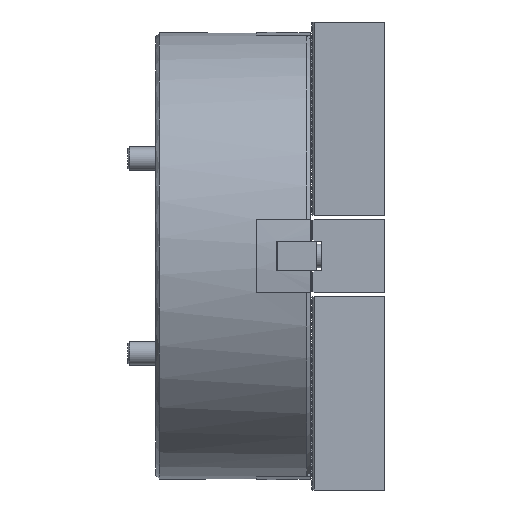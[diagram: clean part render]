
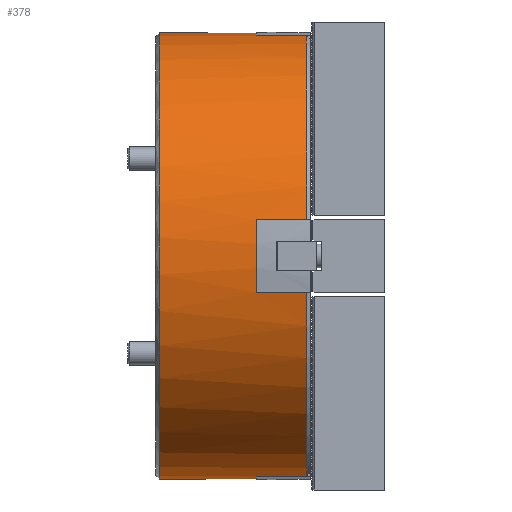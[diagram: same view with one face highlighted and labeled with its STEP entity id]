
A CAD part, front view. The second image highlights one B-rep face of the part: STEP entity #378.
In plain terms, the highlighted cylindrical face has radius 190.5 mm (diameter 381 mm), a full revolution.
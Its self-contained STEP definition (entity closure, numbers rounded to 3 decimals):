
#350 = VERTEX_POINT ( 'NONE', #47118 ) ;
#378 = ADVANCED_FACE ( 'NONE', ( #38984, #1973 ), #43423, .T. ) ;
#1342 = DIRECTION ( 'NONE',  ( 0., 0., -1. ) ) ;
#1357 = VECTOR ( 'NONE', #18626, 1000. ) ;
#1402 = CARTESIAN_POINT ( 'NONE',  ( 129., 0., 0. ) ) ;
#1973 = FACE_OUTER_BOUND ( 'NONE', #46143, .T. ) ;
#2220 = EDGE_CURVE ( 'NONE', #14608, #14608, #51326, .T. ) ;
#2308 = CARTESIAN_POINT ( 'NONE',  ( 129., 31., -187.961 ) ) ;
#3835 = AXIS2_PLACEMENT_3D ( 'NONE', #27966, #27764, #27743 ) ;
#3928 = CIRCLE ( 'NONE', #3835, 190.5 ) ;
#4087 = CARTESIAN_POINT ( 'NONE',  ( 160.494, -187.961, -31. ) ) ;
#4588 = EDGE_CURVE ( 'NONE', #14294, #29471, #48814, .T. ) ;
#4686 = DIRECTION ( 'NONE',  ( 0., 0., 1. ) ) ;
#4839 = DIRECTION ( 'NONE',  ( 1., 0., 0. ) ) ;
#4907 = CARTESIAN_POINT ( 'NONE',  ( 3., 0., 0. ) ) ;
#6306 = CARTESIAN_POINT ( 'NONE',  ( 86., -187.961, -31. ) ) ;
#6337 = DIRECTION ( 'NONE',  ( 1., 0., 0. ) ) ;
#7351 = VERTEX_POINT ( 'NONE', #24416 ) ;
#7965 = DIRECTION ( 'NONE',  ( 0., 0., -1. ) ) ;
#7980 = DIRECTION ( 'NONE',  ( -1., 0., 0. ) ) ;
#7994 = CARTESIAN_POINT ( 'NONE',  ( 86., 0., 0. ) ) ;
#8982 = VECTOR ( 'NONE', #39615, 1000. ) ;
#8987 = EDGE_CURVE ( 'NONE', #50419, #55196, #31430, .T. ) ;
#9842 = VECTOR ( 'NONE', #48733, 1000. ) ;
#9898 = EDGE_CURVE ( 'NONE', #25968, #32151, #55109, .T. ) ;
#10054 = ORIENTED_EDGE ( 'NONE', *, *, #52432, .T. ) ;
#10162 = EDGE_CURVE ( 'NONE', #57820, #7351, #50869, .T. ) ;
#10587 = CARTESIAN_POINT ( 'NONE',  ( 160.494, -31., 187.961 ) ) ;
#11540 = EDGE_CURVE ( 'NONE', #32151, #50419, #3928, .T. ) ;
#12474 = AXIS2_PLACEMENT_3D ( 'NONE', #24411, #24400, #24339 ) ;
#12802 = CIRCLE ( 'NONE', #12474, 190.5 ) ;
#13173 = VERTEX_POINT ( 'NONE', #2308 ) ;
#13186 = VECTOR ( 'NONE', #50706, 1000. ) ;
#13241 = EDGE_CURVE ( 'NONE', #29471, #14077, #58856, .T. ) ;
#14077 = VERTEX_POINT ( 'NONE', #48250 ) ;
#14294 = VERTEX_POINT ( 'NONE', #44885 ) ;
#14437 = VERTEX_POINT ( 'NONE', #42708 ) ;
#14547 = CARTESIAN_POINT ( 'NONE',  ( 3., 0., 190.5 ) ) ;
#14608 = VERTEX_POINT ( 'NONE', #14547 ) ;
#15322 = VECTOR ( 'NONE', #55025, 1000. ) ;
#15525 = EDGE_CURVE ( 'NONE', #55196, #54290, #26063, .T. ) ;
#15670 = DIRECTION ( 'NONE',  ( 1., 0., 0. ) ) ;
#15731 = CARTESIAN_POINT ( 'NONE',  ( 160.494, -187.961, 31. ) ) ;
#15935 = LINE ( 'NONE', #15731, #37258 ) ;
#17849 = ORIENTED_EDGE ( 'NONE', *, *, #40003, .T. ) ;
#18626 = DIRECTION ( 'NONE',  ( -1., 0., 0. ) ) ;
#18676 = CARTESIAN_POINT ( 'NONE',  ( 160.494, 31., -187.961 ) ) ;
#18808 = ORIENTED_EDGE ( 'NONE', *, *, #10162, .T. ) ;
#19033 = AXIS2_PLACEMENT_3D ( 'NONE', #24644, #6337, #48010 ) ;
#19434 = VERTEX_POINT ( 'NONE', #20076 ) ;
#20032 = ORIENTED_EDGE ( 'NONE', *, *, #4588, .T. ) ;
#20076 = CARTESIAN_POINT ( 'NONE',  ( 129., 187.961, -31. ) ) ;
#21057 = ORIENTED_EDGE ( 'NONE', *, *, #13241, .T. ) ;
#21659 = ORIENTED_EDGE ( 'NONE', *, *, #27001, .T. ) ;
#22259 = ORIENTED_EDGE ( 'NONE', *, *, #39717, .T. ) ;
#22460 = VECTOR ( 'NONE', #40105, 1000. ) ;
#23072 = CARTESIAN_POINT ( 'NONE',  ( 160.494, 187.961, 31. ) ) ;
#23079 = LINE ( 'NONE', #23072, #39246 ) ;
#23485 = ORIENTED_EDGE ( 'NONE', *, *, #50524, .T. ) ;
#23636 = ORIENTED_EDGE ( 'NONE', *, *, #32800, .T. ) ;
#23865 = ORIENTED_EDGE ( 'NONE', *, *, #48143, .T. ) ;
#24103 = DIRECTION ( 'NONE',  ( 0., 0., -1. ) ) ;
#24161 = DIRECTION ( 'NONE',  ( -1., 0., 0. ) ) ;
#24187 = CARTESIAN_POINT ( 'NONE',  ( 86., 0., 0. ) ) ;
#24339 = DIRECTION ( 'NONE',  ( 0., 0., -1. ) ) ;
#24400 = DIRECTION ( 'NONE',  ( -1., 0., 0. ) ) ;
#24411 = CARTESIAN_POINT ( 'NONE',  ( 129., 0., 0. ) ) ;
#24416 = CARTESIAN_POINT ( 'NONE',  ( 86., -31., 187.961 ) ) ;
#24644 = CARTESIAN_POINT ( 'NONE',  ( 160.494, 0., 0. ) ) ;
#25327 = ORIENTED_EDGE ( 'NONE', *, *, #29286, .T. ) ;
#25968 = VERTEX_POINT ( 'NONE', #39731 ) ;
#26063 = CIRCLE ( 'NONE', #49649, 190.5 ) ;
#26237 = ORIENTED_EDGE ( 'NONE', *, *, #9898, .T. ) ;
#26535 = ORIENTED_EDGE ( 'NONE', *, *, #11540, .T. ) ;
#26756 = CARTESIAN_POINT ( 'NONE',  ( 86., -187.961, 31. ) ) ;
#27001 = EDGE_CURVE ( 'NONE', #14077, #14437, #23079, .T. ) ;
#27074 = ORIENTED_EDGE ( 'NONE', *, *, #8987, .T. ) ;
#27482 = EDGE_CURVE ( 'NONE', #54290, #39906, #15935, .T. ) ;
#27743 = DIRECTION ( 'NONE',  ( 0., 0., -1. ) ) ;
#27764 = DIRECTION ( 'NONE',  ( -1., 0., 0. ) ) ;
#27775 = ORIENTED_EDGE ( 'NONE', *, *, #15525, .T. ) ;
#27966 = CARTESIAN_POINT ( 'NONE',  ( 129., 0., 0. ) ) ;
#28082 = DIRECTION ( 'NONE',  ( 0., 0., -1. ) ) ;
#28090 = DIRECTION ( 'NONE',  ( -1., 0., 0. ) ) ;
#28105 = CARTESIAN_POINT ( 'NONE',  ( 129., 0., 0. ) ) ;
#28475 = AXIS2_PLACEMENT_3D ( 'NONE', #35770, #35685, #35612 ) ;
#28509 = CIRCLE ( 'NONE', #28475, 190.5 ) ;
#28751 = ORIENTED_EDGE ( 'NONE', *, *, #27482, .T. ) ;
#29286 = EDGE_CURVE ( 'NONE', #43283, #25968, #28509, .T. ) ;
#29471 = VERTEX_POINT ( 'NONE', #30475 ) ;
#29697 = CARTESIAN_POINT ( 'NONE',  ( 129., -187.961, 31. ) ) ;
#29903 = CIRCLE ( 'NONE', #31601, 190.5 ) ;
#30475 = CARTESIAN_POINT ( 'NONE',  ( 129., 31., 187.961 ) ) ;
#31430 = LINE ( 'NONE', #4087, #22460 ) ;
#31601 = AXIS2_PLACEMENT_3D ( 'NONE', #7994, #7980, #7965 ) ;
#32151 = VERTEX_POINT ( 'NONE', #34878 ) ;
#32570 = AXIS2_PLACEMENT_3D ( 'NONE', #1402, #48272, #1342 ) ;
#32800 = EDGE_CURVE ( 'NONE', #19434, #13173, #12802, .T. ) ;
#32997 = DIRECTION ( 'NONE',  ( 0., 0., -1. ) ) ;
#33004 = DIRECTION ( 'NONE',  ( -1., 0., 0. ) ) ;
#33016 = CARTESIAN_POINT ( 'NONE',  ( 86., 0., 0. ) ) ;
#33730 = ORIENTED_EDGE ( 'NONE', *, *, #2220, .T. ) ;
#33848 = CARTESIAN_POINT ( 'NONE',  ( 86., 31., -187.961 ) ) ;
#34878 = CARTESIAN_POINT ( 'NONE',  ( 129., -31., -187.961 ) ) ;
#35612 = DIRECTION ( 'NONE',  ( 0., 0., -1. ) ) ;
#35685 = DIRECTION ( 'NONE',  ( -1., 0., 0. ) ) ;
#35770 = CARTESIAN_POINT ( 'NONE',  ( 86., 0., 0. ) ) ;
#37258 = VECTOR ( 'NONE', #15670, 1000. ) ;
#38807 = LINE ( 'NONE', #18676, #1357 ) ;
#38984 = FACE_OUTER_BOUND ( 'NONE', #42605, .T. ) ;
#39246 = VECTOR ( 'NONE', #46815, 1000. ) ;
#39615 = DIRECTION ( 'NONE',  ( 1., 0., 0. ) ) ;
#39620 = CARTESIAN_POINT ( 'NONE',  ( 160.494, 187.961, -31. ) ) ;
#39686 = LINE ( 'NONE', #39620, #8982 ) ;
#39717 = EDGE_CURVE ( 'NONE', #14437, #350, #44846, .T. ) ;
#39731 = CARTESIAN_POINT ( 'NONE',  ( 86., -31., -187.961 ) ) ;
#39906 = VERTEX_POINT ( 'NONE', #29697 ) ;
#40003 = EDGE_CURVE ( 'NONE', #39906, #57820, #43512, .T. ) ;
#40105 = DIRECTION ( 'NONE',  ( -1., 0., 0. ) ) ;
#41551 = AXIS2_PLACEMENT_3D ( 'NONE', #4907, #4839, #4686 ) ;
#41739 = CARTESIAN_POINT ( 'NONE',  ( 129., -187.961, -31. ) ) ;
#42605 = EDGE_LOOP ( 'NONE', ( #33730 ) ) ;
#42708 = CARTESIAN_POINT ( 'NONE',  ( 86., 187.961, 31. ) ) ;
#43283 = VERTEX_POINT ( 'NONE', #33848 ) ;
#43423 = CYLINDRICAL_SURFACE ( 'NONE', #19033, 190.5 ) ;
#43474 = AXIS2_PLACEMENT_3D ( 'NONE', #28105, #28090, #28082 ) ;
#43512 = CIRCLE ( 'NONE', #43474, 190.5 ) ;
#44813 = AXIS2_PLACEMENT_3D ( 'NONE', #33016, #33004, #32997 ) ;
#44846 = CIRCLE ( 'NONE', #44813, 190.5 ) ;
#44885 = CARTESIAN_POINT ( 'NONE',  ( 86., 31., 187.961 ) ) ;
#46143 = EDGE_LOOP ( 'NONE', ( #17849, #18808, #10054, #20032, #21057, #21659, #22259, #23485, #23636, #23865, #25327, #26237, #26535, #27074, #27775, #28751 ) ) ;
#46815 = DIRECTION ( 'NONE',  ( -1., 0., 0. ) ) ;
#47118 = CARTESIAN_POINT ( 'NONE',  ( 86., 187.961, -31. ) ) ;
#48010 = DIRECTION ( 'NONE',  ( 0., 0., -1. ) ) ;
#48143 = EDGE_CURVE ( 'NONE', #13173, #43283, #38807, .T. ) ;
#48250 = CARTESIAN_POINT ( 'NONE',  ( 129., 187.961, 31. ) ) ;
#48272 = DIRECTION ( 'NONE',  ( -1., 0., 0. ) ) ;
#48733 = DIRECTION ( 'NONE',  ( 1., 0., 0. ) ) ;
#48745 = CARTESIAN_POINT ( 'NONE',  ( 160.494, 31., 187.961 ) ) ;
#48814 = LINE ( 'NONE', #48745, #9842 ) ;
#49649 = AXIS2_PLACEMENT_3D ( 'NONE', #24187, #24161, #24103 ) ;
#50154 = CARTESIAN_POINT ( 'NONE',  ( 129., -31., 187.961 ) ) ;
#50419 = VERTEX_POINT ( 'NONE', #41739 ) ;
#50524 = EDGE_CURVE ( 'NONE', #350, #19434, #39686, .T. ) ;
#50706 = DIRECTION ( 'NONE',  ( -1., 0., 0. ) ) ;
#50869 = LINE ( 'NONE', #10587, #13186 ) ;
#51326 = CIRCLE ( 'NONE', #41551, 190.5 ) ;
#52432 = EDGE_CURVE ( 'NONE', #7351, #14294, #29903, .T. ) ;
#54290 = VERTEX_POINT ( 'NONE', #26756 ) ;
#55025 = DIRECTION ( 'NONE',  ( 1., 0., 0. ) ) ;
#55085 = CARTESIAN_POINT ( 'NONE',  ( 160.494, -31., -187.961 ) ) ;
#55109 = LINE ( 'NONE', #55085, #15322 ) ;
#55196 = VERTEX_POINT ( 'NONE', #6306 ) ;
#57820 = VERTEX_POINT ( 'NONE', #50154 ) ;
#58856 = CIRCLE ( 'NONE', #32570, 190.5 ) ;
